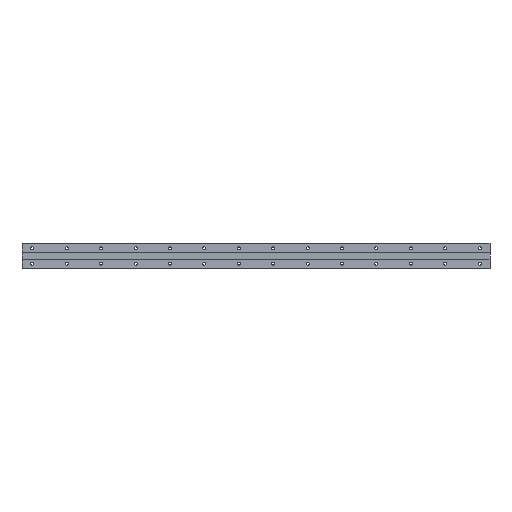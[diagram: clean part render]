
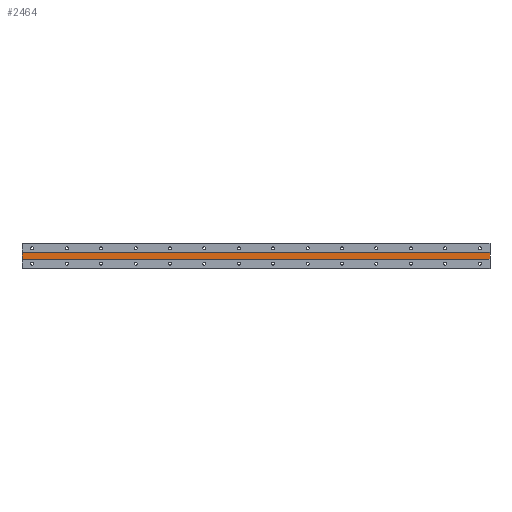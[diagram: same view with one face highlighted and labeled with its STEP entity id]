
A CAD part, front view. The second image highlights one B-rep face of the part: STEP entity #2464.
In plain terms, the highlighted planar face has unit normal (0, -1, 0).
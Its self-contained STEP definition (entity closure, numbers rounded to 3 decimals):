
#148 = CARTESIAN_POINT ( 'NONE',  ( -15., 0.5, 5. ) ) ;
#221 = VECTOR ( 'NONE', #3267, 1000. ) ;
#302 = DIRECTION ( 'NONE',  ( 0., 0., 1. ) ) ;
#328 = CARTESIAN_POINT ( 'NONE',  ( -15., 0.5, 18.34 ) ) ;
#652 = VECTOR ( 'NONE', #1003, 1000. ) ;
#709 = DIRECTION ( 'NONE',  ( 0., 1., 0. ) ) ;
#1003 = DIRECTION ( 'NONE',  ( -1., 0., 0. ) ) ;
#1025 = CARTESIAN_POINT ( 'NONE',  ( 665., 0.5, -5. ) ) ;
#1451 = VECTOR ( 'NONE', #3551, 1000. ) ;
#1459 = LINE ( 'NONE', #328, #221 ) ;
#1638 = LINE ( 'NONE', #4545, #2646 ) ;
#1749 = ORIENTED_EDGE ( 'NONE', *, *, #4091, .F. ) ;
#1757 = ORIENTED_EDGE ( 'NONE', *, *, #2454, .T. ) ;
#1940 = DIRECTION ( 'NONE',  ( -1., 0., 0. ) ) ;
#2014 = FACE_OUTER_BOUND ( 'NONE', #4094, .T. ) ;
#2454 = EDGE_CURVE ( 'NONE', #4751, #3396, #1459, .T. ) ;
#2464 = ADVANCED_FACE ( 'NONE', ( #2014 ), #4512, .F. ) ;
#2551 = VERTEX_POINT ( 'NONE', #4623 ) ;
#2646 = VECTOR ( 'NONE', #1940, 1000. ) ;
#2952 = AXIS2_PLACEMENT_3D ( 'NONE', #3593, #709, #302 ) ;
#3232 = ORIENTED_EDGE ( 'NONE', *, *, #4127, .F. ) ;
#3267 = DIRECTION ( 'NONE',  ( 0., 0., -1. ) ) ;
#3396 = VERTEX_POINT ( 'NONE', #5147 ) ;
#3551 = DIRECTION ( 'NONE',  ( 0., 0., -1. ) ) ;
#3593 = CARTESIAN_POINT ( 'NONE',  ( 665., 0.5, 5. ) ) ;
#3949 = CARTESIAN_POINT ( 'NONE',  ( 665., 0.5, 18.34 ) ) ;
#4091 = EDGE_CURVE ( 'NONE', #4851, #2551, #4360, .T. ) ;
#4094 = EDGE_LOOP ( 'NONE', ( #3232, #1749, #5365, #1757 ) ) ;
#4127 = EDGE_CURVE ( 'NONE', #2551, #3396, #4807, .T. ) ;
#4360 = LINE ( 'NONE', #3949, #1451 ) ;
#4512 = PLANE ( 'NONE',  #2952 ) ;
#4545 = CARTESIAN_POINT ( 'NONE',  ( 665., 0.5, 5. ) ) ;
#4623 = CARTESIAN_POINT ( 'NONE',  ( 665., 0.5, -5. ) ) ;
#4751 = VERTEX_POINT ( 'NONE', #148 ) ;
#4807 = LINE ( 'NONE', #1025, #652 ) ;
#4851 = VERTEX_POINT ( 'NONE', #5321 ) ;
#5147 = CARTESIAN_POINT ( 'NONE',  ( -15., 0.5, -5. ) ) ;
#5321 = CARTESIAN_POINT ( 'NONE',  ( 665., 0.5, 5. ) ) ;
#5365 = ORIENTED_EDGE ( 'NONE', *, *, #5471, .T. ) ;
#5471 = EDGE_CURVE ( 'NONE', #4851, #4751, #1638, .T. ) ;
